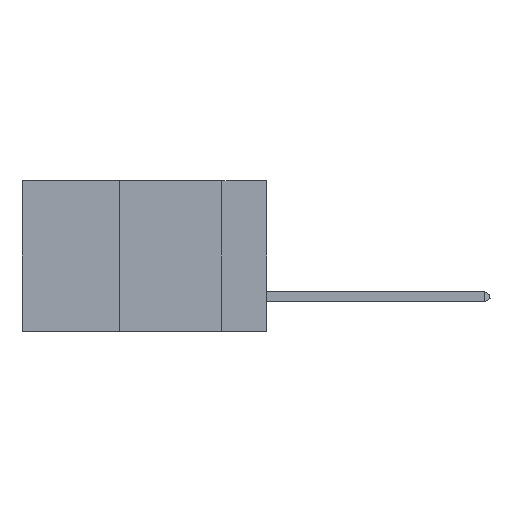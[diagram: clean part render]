
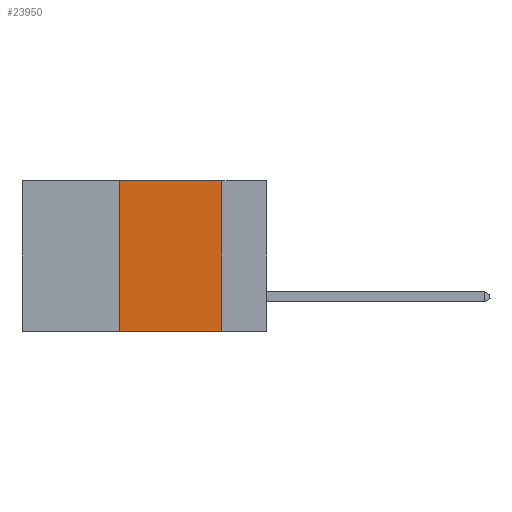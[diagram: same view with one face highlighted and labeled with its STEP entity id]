
A CAD part, left-side view. The second image highlights one B-rep face of the part: STEP entity #23950.
In plain terms, the highlighted planar face has unit normal (-1, 0, 0).
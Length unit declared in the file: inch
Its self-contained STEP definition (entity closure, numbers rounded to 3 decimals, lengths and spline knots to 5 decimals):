
#3422 = EDGE_CURVE ( 'NONE', #4930, #8990, #20165, .T. ) ;
#4930 = VERTEX_POINT ( 'NONE', #18682 ) ;
#5135 = ORIENTED_EDGE ( 'NONE', *, *, #9348, .F. ) ;
#6741 = EDGE_CURVE ( 'NONE', #22332, #27667, #18145, .T. ) ;
#7511 = DIRECTION ( 'NONE',  ( 0., 0., 1. ) ) ;
#8990 = VERTEX_POINT ( 'NONE', #11299 ) ;
#9348 = EDGE_CURVE ( 'NONE', #27667, #8990, #16940, .T. ) ;
#11299 = CARTESIAN_POINT ( 'NONE',  ( 0., 0.11, -0.37 ) ) ;
#12646 = VECTOR ( 'NONE', #15532, 39.37008 ) ;
#12969 = CARTESIAN_POINT ( 'NONE',  ( 0., 0.36, 0. ) ) ;
#13160 = VECTOR ( 'NONE', #7511, 39.37008 ) ;
#13636 = VECTOR ( 'NONE', #22160, 39.37008 ) ;
#13681 = VECTOR ( 'NONE', #26088, 39.37008 ) ;
#13927 = CARTESIAN_POINT ( 'NONE',  ( 0., 0.6, 0. ) ) ;
#14314 = CARTESIAN_POINT ( 'NONE',  ( 0., 0.11, 0. ) ) ;
#15532 = DIRECTION ( 'NONE',  ( 0., -1., 0. ) ) ;
#16940 = LINE ( 'NONE', #14314, #13636 ) ;
#17579 = CARTESIAN_POINT ( 'NONE',  ( 0., 0.6, -0.37 ) ) ;
#17638 = LINE ( 'NONE', #12969, #13160 ) ;
#18145 = LINE ( 'NONE', #23702, #13681 ) ;
#18682 = CARTESIAN_POINT ( 'NONE',  ( 0., 0.36, -0.37 ) ) ;
#20165 = LINE ( 'NONE', #17579, #12646 ) ;
#20837 = EDGE_CURVE ( 'NONE', #4930, #22332, #17638, .T. ) ;
#21158 = DIRECTION ( 'NONE',  ( 0., 0., -1. ) ) ;
#22160 = DIRECTION ( 'NONE',  ( 0., 0., -1. ) ) ;
#22332 = VERTEX_POINT ( 'NONE', #23439 ) ;
#23439 = CARTESIAN_POINT ( 'NONE',  ( 0., 0.36, 0. ) ) ;
#23702 = CARTESIAN_POINT ( 'NONE',  ( 0., 0.6, 0. ) ) ;
#23857 = ORIENTED_EDGE ( 'NONE', *, *, #6741, .F. ) ;
#23950 = ADVANCED_FACE ( 'NONE', ( #29479 ), #28258, .F. ) ;
#24389 = ORIENTED_EDGE ( 'NONE', *, *, #3422, .T. ) ;
#26088 = DIRECTION ( 'NONE',  ( 0., -1., 0. ) ) ;
#27667 = VERTEX_POINT ( 'NONE', #28774 ) ;
#27874 = AXIS2_PLACEMENT_3D ( 'NONE', #13927, #30689, #21158 ) ;
#28258 = PLANE ( 'NONE',  #27874 ) ;
#28774 = CARTESIAN_POINT ( 'NONE',  ( 0., 0.11, 0. ) ) ;
#29479 = FACE_OUTER_BOUND ( 'NONE', #30651, .T. ) ;
#30578 = ORIENTED_EDGE ( 'NONE', *, *, #20837, .F. ) ;
#30651 = EDGE_LOOP ( 'NONE', ( #5135, #23857, #30578, #24389 ) ) ;
#30689 = DIRECTION ( 'NONE',  ( 1., 0., 0. ) ) ;
